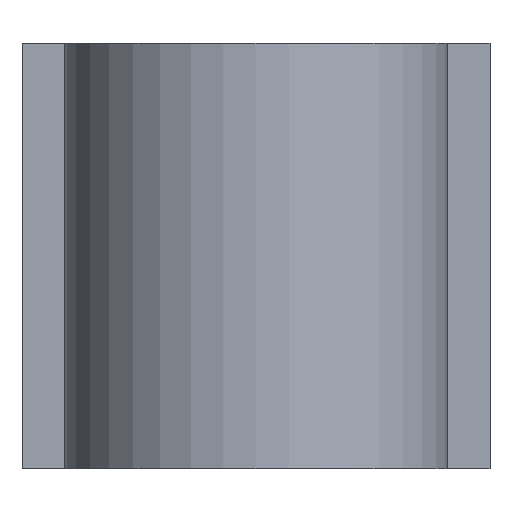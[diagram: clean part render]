
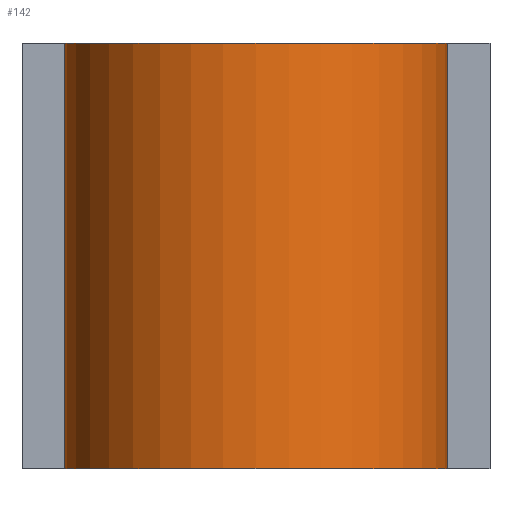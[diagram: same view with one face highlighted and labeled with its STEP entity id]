
A CAD part, top view. The second image highlights one B-rep face of the part: STEP entity #142.
In plain terms, the highlighted cylindrical face has radius 9 mm (diameter 18 mm), a partial arc.
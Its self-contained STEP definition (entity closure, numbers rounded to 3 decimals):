
#15=CIRCLE('',#165,9.);
#16=CIRCLE('',#166,9.);
#17=CYLINDRICAL_SURFACE('',#164,9.);
#21=FACE_OUTER_BOUND('',#29,.T.);
#29=EDGE_LOOP('',(#108,#109,#110,#111));
#43=LINE('',#230,#59);
#44=LINE('',#236,#60);
#59=VECTOR('',#188,10.);
#60=VECTOR('',#195,10.);
#72=VERTEX_POINT('',#226);
#73=VERTEX_POINT('',#228);
#74=VERTEX_POINT('',#232);
#75=VERTEX_POINT('',#234);
#87=EDGE_CURVE('',#72,#73,#43,.T.);
#88=EDGE_CURVE('',#74,#72,#15,.T.);
#89=EDGE_CURVE('',#75,#73,#16,.T.);
#90=EDGE_CURVE('',#74,#75,#44,.T.);
#108=ORIENTED_EDGE('',*,*,#88,.T.);
#109=ORIENTED_EDGE('',*,*,#87,.T.);
#110=ORIENTED_EDGE('',*,*,#89,.F.);
#111=ORIENTED_EDGE('',*,*,#90,.F.);
#142=ADVANCED_FACE('',(#21),#17,.T.);
#164=AXIS2_PLACEMENT_3D('',#231,#189,#190);
#165=AXIS2_PLACEMENT_3D('',#233,#191,#192);
#166=AXIS2_PLACEMENT_3D('',#235,#193,#194);
#188=DIRECTION('',(0.,1.,0.));
#189=DIRECTION('center_axis',(0.,1.,0.));
#190=DIRECTION('ref_axis',(-1.,0.,0.));
#191=DIRECTION('center_axis',(0.,1.,0.));
#192=DIRECTION('ref_axis',(-1.,0.,0.));
#193=DIRECTION('center_axis',(0.,1.,0.));
#194=DIRECTION('ref_axis',(-1.,0.,0.));
#195=DIRECTION('',(0.,1.,0.));
#226=CARTESIAN_POINT('',(20.,0.,5.));
#228=CARTESIAN_POINT('',(20.,20.,5.));
#230=CARTESIAN_POINT('',(20.,0.,5.));
#231=CARTESIAN_POINT('Origin',(11.,0.,5.));
#232=CARTESIAN_POINT('',(2.,0.,5.));
#233=CARTESIAN_POINT('Origin',(11.,0.,5.));
#234=CARTESIAN_POINT('',(2.,20.,5.));
#235=CARTESIAN_POINT('Origin',(11.,20.,5.));
#236=CARTESIAN_POINT('',(2.,0.,5.));
